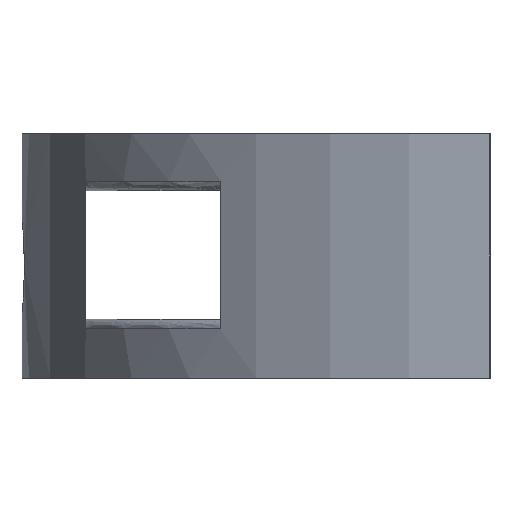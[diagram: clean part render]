
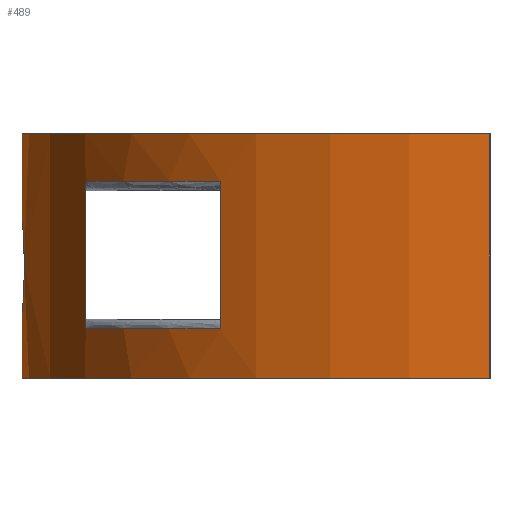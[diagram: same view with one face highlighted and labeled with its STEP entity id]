
A CAD part, left-side view. The second image highlights one B-rep face of the part: STEP entity #489.
In plain terms, the highlighted cylindrical face has radius 47.45 mm (diameter 94.9 mm), a partial arc.
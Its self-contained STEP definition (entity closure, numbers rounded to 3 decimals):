
#37=B_SPLINE_CURVE_WITH_KNOTS('',3,(#936,#937,#938,#939,#940,#941,#942,
#943,#944,#945,#946,#947,#948,#949,#950,#951,#952,#953,#954),
 .UNSPECIFIED.,.F.,.F.,(4,3,3,3,3,3,4),(0.754,1.032,
1.276,1.498,1.716,2.03,2.262),
 .UNSPECIFIED.);
#38=B_SPLINE_CURVE_WITH_KNOTS('',3,(#955,#956,#957,#958,#959,#960,#961,
#962,#963,#964,#965,#966,#967,#968,#969,#970,#971,#972,#973),
 .UNSPECIFIED.,.F.,.F.,(4,3,3,3,3,3,4),(2.262,2.54,
2.783,3.005,3.223,3.537,3.769),
 .UNSPECIFIED.);
#42=FACE_BOUND('',#101,.T.);
#43=FACE_BOUND('',#102,.T.);
#44=FACE_BOUND('',#103,.T.);
#48=CYLINDRICAL_SURFACE('',#546,47.45);
#72=FACE_OUTER_BOUND('',#100,.T.);
#100=EDGE_LOOP('',(#434,#435,#436,#437));
#101=EDGE_LOOP('',(#438,#439));
#102=EDGE_LOOP('',(#440,#441,#442,#443));
#103=EDGE_LOOP('',(#444,#445,#446,#447));
#120=CIRCLE('',#538,47.45);
#122=CIRCLE('',#540,47.45);
#123=CIRCLE('',#542,47.45);
#124=CIRCLE('',#543,47.45);
#125=CIRCLE('',#545,47.45);
#126=CIRCLE('',#547,47.45);
#138=LINE('',#770,#170);
#144=LINE('',#811,#176);
#149=LINE('',#836,#181);
#152=LINE('',#855,#184);
#154=LINE('',#886,#186);
#157=LINE('',#910,#189);
#170=VECTOR('',#586,10.);
#176=VECTOR('',#602,10.);
#181=VECTOR('',#615,10.);
#184=VECTOR('',#622,10.);
#186=VECTOR('',#630,10.);
#189=VECTOR('',#641,10.);
#210=VERTEX_POINT('',#755);
#211=VERTEX_POINT('',#769);
#217=VERTEX_POINT('',#799);
#218=VERTEX_POINT('',#810);
#223=VERTEX_POINT('',#833);
#224=VERTEX_POINT('',#835);
#227=VERTEX_POINT('',#843);
#228=VERTEX_POINT('',#854);
#230=VERTEX_POINT('',#871);
#231=VERTEX_POINT('',#885);
#234=VERTEX_POINT('',#907);
#235=VERTEX_POINT('',#909);
#237=VERTEX_POINT('',#932);
#238=VERTEX_POINT('',#935);
#261=EDGE_CURVE('',#211,#210,#138,.T.);
#271=EDGE_CURVE('',#218,#217,#144,.T.);
#279=EDGE_CURVE('',#223,#224,#149,.T.);
#284=EDGE_CURVE('',#228,#227,#152,.T.);
#289=EDGE_CURVE('',#231,#230,#154,.T.);
#295=EDGE_CURVE('',#234,#235,#157,.T.);
#299=EDGE_CURVE('',#238,#237,#37,.T.);
#300=EDGE_CURVE('',#237,#238,#38,.T.);
#303=EDGE_CURVE('',#228,#210,#120,.T.);
#305=EDGE_CURVE('',#211,#227,#122,.T.);
#306=EDGE_CURVE('',#231,#217,#123,.T.);
#307=EDGE_CURVE('',#218,#230,#124,.T.);
#308=EDGE_CURVE('',#235,#223,#125,.T.);
#309=EDGE_CURVE('',#224,#234,#126,.T.);
#434=ORIENTED_EDGE('',*,*,#279,.F.);
#435=ORIENTED_EDGE('',*,*,#308,.F.);
#436=ORIENTED_EDGE('',*,*,#295,.F.);
#437=ORIENTED_EDGE('',*,*,#309,.F.);
#438=ORIENTED_EDGE('',*,*,#299,.T.);
#439=ORIENTED_EDGE('',*,*,#300,.T.);
#440=ORIENTED_EDGE('',*,*,#284,.T.);
#441=ORIENTED_EDGE('',*,*,#305,.F.);
#442=ORIENTED_EDGE('',*,*,#261,.T.);
#443=ORIENTED_EDGE('',*,*,#303,.F.);
#444=ORIENTED_EDGE('',*,*,#289,.T.);
#445=ORIENTED_EDGE('',*,*,#307,.F.);
#446=ORIENTED_EDGE('',*,*,#271,.T.);
#447=ORIENTED_EDGE('',*,*,#306,.F.);
#489=ADVANCED_FACE('',(#72,#42,#43,#44),#48,.T.);
#538=AXIS2_PLACEMENT_3D('',#1219,#649,#650);
#540=AXIS2_PLACEMENT_3D('',#1302,#653,#654);
#542=AXIS2_PLACEMENT_3D('',#1385,#657,#658);
#543=AXIS2_PLACEMENT_3D('',#1467,#659,#660);
#545=AXIS2_PLACEMENT_3D('',#1469,#663,#664);
#546=AXIS2_PLACEMENT_3D('',#1470,#665,#666);
#547=AXIS2_PLACEMENT_3D('',#1471,#667,#668);
#586=DIRECTION('',(0.,0.,1.));
#602=DIRECTION('',(0.,0.,1.));
#615=DIRECTION('',(0.,0.,1.));
#622=DIRECTION('',(0.,0.,-1.));
#630=DIRECTION('',(0.,0.,-1.));
#641=DIRECTION('',(0.,0.,-1.));
#649=DIRECTION('center_axis',(0.,0.,-1.));
#650=DIRECTION('ref_axis',(-0.676,0.737,0.));
#653=DIRECTION('center_axis',(0.,0.,1.));
#654=DIRECTION('ref_axis',(-0.676,0.737,0.));
#657=DIRECTION('center_axis',(0.,0.,-1.));
#658=DIRECTION('ref_axis',(0.676,0.737,0.));
#659=DIRECTION('center_axis',(0.,0.,1.));
#660=DIRECTION('ref_axis',(0.676,0.737,0.));
#663=DIRECTION('center_axis',(0.,0.,-1.));
#664=DIRECTION('ref_axis',(1.,0.,0.));
#665=DIRECTION('center_axis',(0.,0.,1.));
#666=DIRECTION('ref_axis',(1.,0.,0.));
#667=DIRECTION('center_axis',(0.,0.,1.));
#668=DIRECTION('ref_axis',(1.,0.,0.));
#755=CARTESIAN_POINT('',(-19.897,40.984,20.));
#769=CARTESIAN_POINT('',(-19.897,40.984,5.));
#770=CARTESIAN_POINT('',(-19.897,40.984,12.4));
#799=CARTESIAN_POINT('',(42.81,27.322,20.));
#810=CARTESIAN_POINT('',(42.81,27.322,5.));
#811=CARTESIAN_POINT('',(42.81,27.322,12.4));
#833=CARTESIAN_POINT('',(51.466,0.,0.));
#835=CARTESIAN_POINT('',(51.466,0.,24.8));
#836=CARTESIAN_POINT('',(51.466,0.,12.4));
#843=CARTESIAN_POINT('',(-34.778,27.322,5.));
#854=CARTESIAN_POINT('',(-34.778,27.322,20.));
#855=CARTESIAN_POINT('',(-34.778,27.322,12.4));
#871=CARTESIAN_POINT('',(27.929,40.984,5.));
#885=CARTESIAN_POINT('',(27.929,40.984,20.));
#886=CARTESIAN_POINT('',(27.929,40.984,12.4));
#907=CARTESIAN_POINT('',(-43.434,0.,24.8));
#909=CARTESIAN_POINT('',(-43.434,0.,0.));
#910=CARTESIAN_POINT('',(-43.434,0.,12.4));
#932=CARTESIAN_POINT('',(4.016,47.45,6.3));
#935=CARTESIAN_POINT('',(4.016,47.45,16.3));
#936=CARTESIAN_POINT('Ctrl Pts',(4.016,47.45,16.3));
#937=CARTESIAN_POINT('Ctrl Pts',(3.173,47.45,16.3));
#938=CARTESIAN_POINT('Ctrl Pts',(2.253,47.423,16.011));
#939=CARTESIAN_POINT('Ctrl Pts',(1.513,47.384,15.477));
#940=CARTESIAN_POINT('Ctrl Pts',(0.864,47.35,15.008));
#941=CARTESIAN_POINT('Ctrl Pts',(0.354,47.31,14.393));
#942=CARTESIAN_POINT('Ctrl Pts',(-0.012,47.279,13.632));
#943=CARTESIAN_POINT('Ctrl Pts',(-0.344,47.25,12.939));
#944=CARTESIAN_POINT('Ctrl Pts',(-0.523,47.232,12.147));
#945=CARTESIAN_POINT('Ctrl Pts',(-0.536,47.231,11.402));
#946=CARTESIAN_POINT('Ctrl Pts',(-0.55,47.23,10.67));
#947=CARTESIAN_POINT('Ctrl Pts',(-0.41,47.244,9.897));
#948=CARTESIAN_POINT('Ctrl Pts',(-0.115,47.27,9.197));
#949=CARTESIAN_POINT('Ctrl Pts',(0.31,47.307,8.19));
#950=CARTESIAN_POINT('Ctrl Pts',(1.001,47.363,7.393));
#951=CARTESIAN_POINT('Ctrl Pts',(1.893,47.402,6.877));
#952=CARTESIAN_POINT('Ctrl Pts',(2.553,47.432,6.495));
#953=CARTESIAN_POINT('Ctrl Pts',(3.312,47.45,6.3));
#954=CARTESIAN_POINT('Ctrl Pts',(4.016,47.45,6.3));
#955=CARTESIAN_POINT('Ctrl Pts',(4.016,47.45,6.3));
#956=CARTESIAN_POINT('Ctrl Pts',(4.86,47.45,6.3));
#957=CARTESIAN_POINT('Ctrl Pts',(5.78,47.423,6.589));
#958=CARTESIAN_POINT('Ctrl Pts',(6.519,47.384,7.123));
#959=CARTESIAN_POINT('Ctrl Pts',(7.168,47.35,7.592));
#960=CARTESIAN_POINT('Ctrl Pts',(7.679,47.31,8.207));
#961=CARTESIAN_POINT('Ctrl Pts',(8.045,47.279,8.969));
#962=CARTESIAN_POINT('Ctrl Pts',(8.377,47.25,9.661));
#963=CARTESIAN_POINT('Ctrl Pts',(8.555,47.232,10.454));
#964=CARTESIAN_POINT('Ctrl Pts',(8.569,47.231,11.198));
#965=CARTESIAN_POINT('Ctrl Pts',(8.583,47.23,11.93));
#966=CARTESIAN_POINT('Ctrl Pts',(8.443,47.244,12.704));
#967=CARTESIAN_POINT('Ctrl Pts',(8.148,47.27,13.403));
#968=CARTESIAN_POINT('Ctrl Pts',(7.722,47.307,14.41));
#969=CARTESIAN_POINT('Ctrl Pts',(7.032,47.363,15.207));
#970=CARTESIAN_POINT('Ctrl Pts',(6.139,47.402,15.724));
#971=CARTESIAN_POINT('Ctrl Pts',(5.48,47.432,16.105));
#972=CARTESIAN_POINT('Ctrl Pts',(4.72,47.45,16.3));
#973=CARTESIAN_POINT('Ctrl Pts',(4.016,47.45,16.3));
#1219=CARTESIAN_POINT('Origin',(4.016,0.,20.));
#1302=CARTESIAN_POINT('Origin',(4.016,0.,5.));
#1385=CARTESIAN_POINT('Origin',(4.016,0.,20.));
#1467=CARTESIAN_POINT('Origin',(4.016,0.,5.));
#1469=CARTESIAN_POINT('Origin',(4.016,0.,0.));
#1470=CARTESIAN_POINT('Origin',(4.016,0.,12.4));
#1471=CARTESIAN_POINT('Origin',(4.016,0.,24.8));
